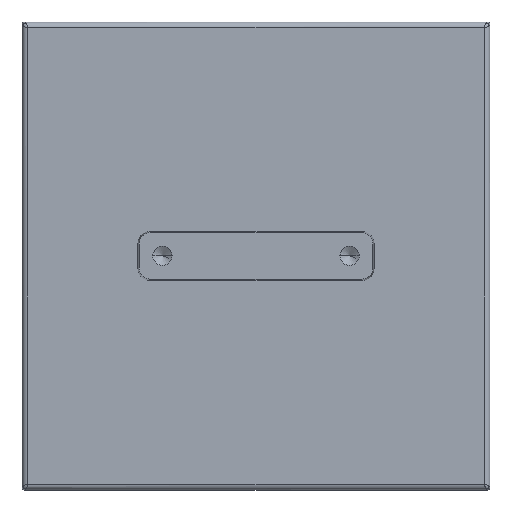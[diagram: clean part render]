
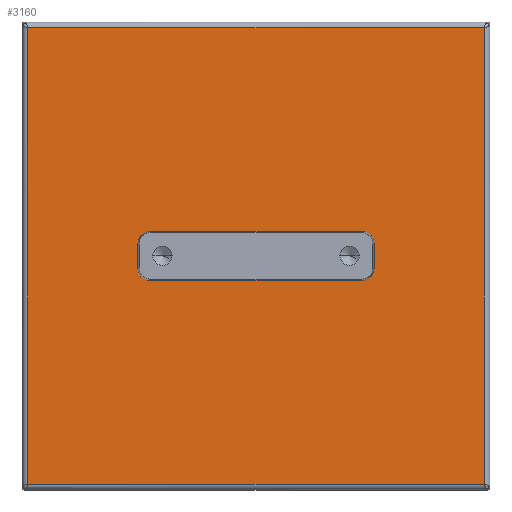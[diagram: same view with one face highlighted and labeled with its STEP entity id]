
A CAD part, top view. The second image highlights one B-rep face of the part: STEP entity #3160.
In plain terms, the highlighted planar face has unit normal (0, 0, 1).
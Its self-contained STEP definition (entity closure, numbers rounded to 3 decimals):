
#2070=CARTESIAN_POINT('',(0.,0.,4.3));
#2080=DIRECTION('',(0.,0.,1.));
#2090=DIRECTION('',(1.,0.,0.));
#2100=AXIS2_PLACEMENT_3D('',#2070,#2080,#2090);
#2110=PLANE('',#2100);
#2120=CARTESIAN_POINT('',(21.819,42.181,4.3));
#2130=DIRECTION('',(0.,0.,1.));
#2140=DIRECTION('',(0.707,-0.707,0.));
#2150=AXIS2_PLACEMENT_3D('',#2120,#2130,#2140);
#2160=ELLIPSE('',#2150,2.,2.);
#2170=CARTESIAN_POINT('',(21.818,44.182,4.3));
#2180=VERTEX_POINT('',#2170);
#2190=CARTESIAN_POINT('',(19.818,42.182,4.3));
#2200=VERTEX_POINT('',#2190);
#2210=EDGE_CURVE('',#2180,#2200,#2160,.T.);
#2220=ORIENTED_EDGE('',*,*,#2210,.F.);
#2230=CARTESIAN_POINT('',(19.818,0.,4.3));
#2240=DIRECTION('',(0.,1.,-0.));
#2250=VECTOR('',#2240,1.);
#2260=LINE('',#2230,#2250);
#2270=CARTESIAN_POINT('',(19.818,37.818,4.3));
#2280=VERTEX_POINT('',#2270);
#2290=EDGE_CURVE('',#2280,#2200,#2260,.T.);
#2300=ORIENTED_EDGE('',*,*,#2290,.T.);
#2310=CARTESIAN_POINT('',(21.819,37.819,4.3));
#2320=DIRECTION('',(0.,0.,1.));
#2330=DIRECTION('',(0.707,0.707,0.));
#2340=AXIS2_PLACEMENT_3D('',#2310,#2320,#2330);
#2350=ELLIPSE('',#2340,2.,2.);
#2360=CARTESIAN_POINT('',(21.818,35.818,4.3));
#2370=VERTEX_POINT('',#2360);
#2380=EDGE_CURVE('',#2280,#2370,#2350,.T.);
#2390=ORIENTED_EDGE('',*,*,#2380,.F.);
#2400=CARTESIAN_POINT('',(0.,35.818,4.3));
#2410=DIRECTION('',(-1.,0.,0.));
#2420=VECTOR('',#2410,1.);
#2430=LINE('',#2400,#2420);
#2440=CARTESIAN_POINT('',(58.182,35.818,4.3));
#2450=VERTEX_POINT('',#2440);
#2460=EDGE_CURVE('',#2450,#2370,#2430,.T.);
#2470=ORIENTED_EDGE('',*,*,#2460,.T.);
#2480=CARTESIAN_POINT('',(58.181,37.819,4.3));
#2490=DIRECTION('',(0.,0.,1.));
#2500=DIRECTION('',(0.707,-0.707,0.));
#2510=AXIS2_PLACEMENT_3D('',#2480,#2490,#2500);
#2520=ELLIPSE('',#2510,2.,2.);
#2530=CARTESIAN_POINT('',(60.182,37.818,4.3));
#2540=VERTEX_POINT('',#2530);
#2550=EDGE_CURVE('',#2450,#2540,#2520,.T.);
#2560=ORIENTED_EDGE('',*,*,#2550,.F.);
#2570=CARTESIAN_POINT('',(60.182,0.,4.3));
#2580=DIRECTION('',(0.,-1.,0.));
#2590=VECTOR('',#2580,1.);
#2600=LINE('',#2570,#2590);
#2610=CARTESIAN_POINT('',(60.182,42.182,4.3));
#2620=VERTEX_POINT('',#2610);
#2630=EDGE_CURVE('',#2620,#2540,#2600,.T.);
#2640=ORIENTED_EDGE('',*,*,#2630,.T.);
#2650=CARTESIAN_POINT('',(58.181,42.181,4.3));
#2660=DIRECTION('',(0.,0.,1.));
#2670=DIRECTION('',(0.707,0.707,0.));
#2680=AXIS2_PLACEMENT_3D('',#2650,#2660,#2670);
#2690=ELLIPSE('',#2680,2.,2.);
#2700=CARTESIAN_POINT('',(58.182,44.182,4.3));
#2710=VERTEX_POINT('',#2700);
#2720=EDGE_CURVE('',#2620,#2710,#2690,.T.);
#2730=ORIENTED_EDGE('',*,*,#2720,.F.);
#2740=CARTESIAN_POINT('',(0.,44.182,4.3));
#2750=DIRECTION('',(1.,0.,-0.));
#2760=VECTOR('',#2750,1.);
#2770=LINE('',#2740,#2760);
#2780=EDGE_CURVE('',#2180,#2710,#2770,.T.);
#2790=ORIENTED_EDGE('',*,*,#2780,.T.);
#2800=EDGE_LOOP('',(#2790,#2730,#2640,#2560,#2470,#2390,#2300,#2220));
#2810=FACE_BOUND('',#2800,.T.);
#2820=CARTESIAN_POINT('',(0.,1.,4.3));
#2830=DIRECTION('',(1.,0.,0.));
#2840=VECTOR('',#2830,1.);
#2850=LINE('',#2820,#2840);
#2860=CARTESIAN_POINT('',(1.,1.,4.3));
#2870=VERTEX_POINT('',#2860);
#2880=CARTESIAN_POINT('',(79.,1.,4.3));
#2890=VERTEX_POINT('',#2880);
#2900=EDGE_CURVE('',#2870,#2890,#2850,.T.);
#2910=ORIENTED_EDGE('',*,*,#2900,.T.);
#2920=CARTESIAN_POINT('',(1.,0.,4.3));
#2930=DIRECTION('',(0.,-1.,0.));
#2940=VECTOR('',#2930,1.);
#2950=LINE('',#2920,#2940);
#2960=CARTESIAN_POINT('',(1.,79.,4.3));
#2970=VERTEX_POINT('',#2960);
#2980=EDGE_CURVE('',#2970,#2870,#2950,.T.);
#2990=ORIENTED_EDGE('',*,*,#2980,.T.);
#3000=CARTESIAN_POINT('',(0.,79.,4.3));
#3010=DIRECTION('',(-1.,0.,0.));
#3020=VECTOR('',#3010,1.);
#3030=LINE('',#3000,#3020);
#3040=CARTESIAN_POINT('',(79.,79.,4.3));
#3050=VERTEX_POINT('',#3040);
#3060=EDGE_CURVE('',#3050,#2970,#3030,.T.);
#3070=ORIENTED_EDGE('',*,*,#3060,.T.);
#3080=CARTESIAN_POINT('',(79.,0.,4.3));
#3090=DIRECTION('',(0.,1.,0.));
#3100=VECTOR('',#3090,1.);
#3110=LINE('',#3080,#3100);
#3120=EDGE_CURVE('',#2890,#3050,#3110,.T.);
#3130=ORIENTED_EDGE('',*,*,#3120,.T.);
#3140=EDGE_LOOP('',(#3130,#3070,#2990,#2910));
#3150=FACE_OUTER_BOUND('',#3140,.T.);
#3160=ADVANCED_FACE('',(#2810,#3150),#2110,.T.);
